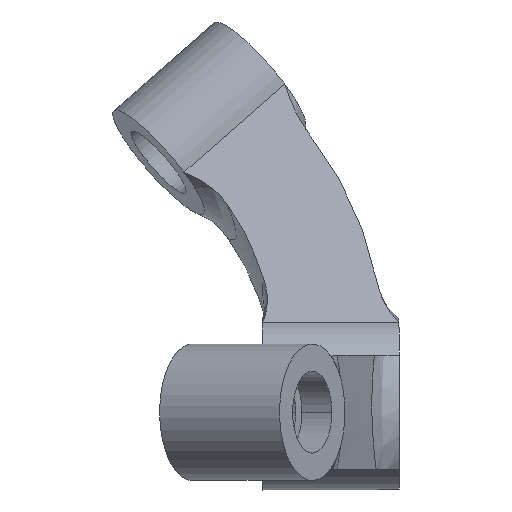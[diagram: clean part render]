
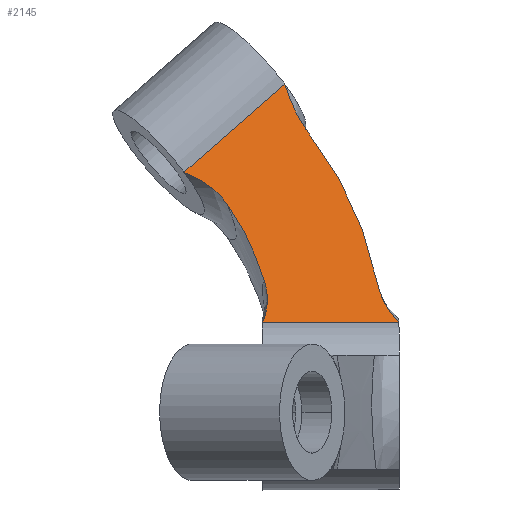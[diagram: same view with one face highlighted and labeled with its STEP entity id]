
A CAD part, front view. The second image highlights one B-rep face of the part: STEP entity #2145.
In plain terms, the highlighted planar face has unit normal (0, -0.956, 0.292).
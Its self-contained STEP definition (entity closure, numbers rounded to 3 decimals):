
#32 = VERTEX_POINT ( 'NONE', #1833 ) ;
#71 = CARTESIAN_POINT ( 'NONE',  ( -5.812, 12.526, 9.008 ) ) ;
#101 = VECTOR ( 'NONE', #1547, 1000. ) ;
#112 = CARTESIAN_POINT ( 'NONE',  ( 5.826, 12.179, 7.876 ) ) ;
#214 = ORIENTED_EDGE ( 'NONE', *, *, #1639, .T. ) ;
#246 = VERTEX_POINT ( 'NONE', #617 ) ;
#252 = CARTESIAN_POINT ( 'NONE',  ( -4.202, 18.584, 28.826 ) ) ;
#258 = CARTESIAN_POINT ( 'NONE',  ( 5.826, 12.179, 7.876 ) ) ;
#259 = CARTESIAN_POINT ( 'NONE',  ( -6.051, 12.258, 8.134 ) ) ;
#312 = CARTESIAN_POINT ( 'NONE',  ( 0.848, 15.947, 20.199 ) ) ;
#315 = CARTESIAN_POINT ( 'NONE',  ( 4.148, 12.997, 10.549 ) ) ;
#317 = CARTESIAN_POINT ( 'NONE',  ( -7.176, 19.104, 30.526 ) ) ;
#415 = CARTESIAN_POINT ( 'NONE',  ( -3.977, 18.379, 28.155 ) ) ;
#437 = CARTESIAN_POINT ( 'NONE',  ( -2.414, 17.411, 24.988 ) ) ;
#444 = EDGE_CURVE ( 'NONE', #1240, #777, #1523, .T. ) ;
#447 = CARTESIAN_POINT ( 'NONE',  ( -5.81, 13.077, 10.81 ) ) ;
#457 = CARTESIAN_POINT ( 'NONE',  ( 4.983, 12.474, 8.839 ) ) ;
#460 = B_SPLINE_CURVE_WITH_KNOTS ( 'NONE', 3,
 ( #2141, #1155, #312, #1847, #1658, #1835 ),
 .UNSPECIFIED., .F., .F.,
 ( 4, 2, 4 ),
 ( 0.203, 0.497, 0.751 ),
 .UNSPECIFIED. ) ;
#468 = ORIENTED_EDGE ( 'NONE', *, *, #1705, .T. ) ;
#473 = B_SPLINE_CURVE_WITH_KNOTS ( 'NONE', 3,
 ( #1772, #1280, #447, #1918, #1234, #1906, #71, #1424, #259, #1601 ),
 .UNSPECIFIED., .F., .F.,
 ( 4, 2, 2, 2, 4 ),
 ( 0., 0.001, 0.002, 0.003, 0.004 ),
 .UNSPECIFIED. ) ;
#484 = CARTESIAN_POINT ( 'NONE',  ( -5.963, 13.256, 11.397 ) ) ;
#494 = CARTESIAN_POINT ( 'NONE',  ( -6.944, 14.132, 14.261 ) ) ;
#498 = B_SPLINE_CURVE_WITH_KNOTS ( 'NONE', 3,
 ( #911, #577, #767, #1122, #2095, #590, #1932, #1436 ),
 .UNSPECIFIED., .F., .F.,
 ( 4, 2, 2, 4 ),
 ( 0., 0.002, 0.004, 0.005 ),
 .UNSPECIFIED. ) ;
#562 = EDGE_CURVE ( 'NONE', #777, #966, #1818, .T. ) ;
#575 = LINE ( 'NONE', #258, #101 ) ;
#577 = CARTESIAN_POINT ( 'NONE',  ( -12.32, 16.127, 20.789 ) ) ;
#590 = CARTESIAN_POINT ( 'NONE',  ( -9.747, 15.552, 18.907 ) ) ;
#617 = CARTESIAN_POINT ( 'NONE',  ( -6.174, 12.173, 7.854 ) ) ;
#623 = ORIENTED_EDGE ( 'NONE', *, *, #444, .T. ) ;
#648 = CARTESIAN_POINT ( 'NONE',  ( 3.985, 13.184, 11.162 ) ) ;
#767 = CARTESIAN_POINT ( 'NONE',  ( -11.603, 16.016, 20.426 ) ) ;
#777 = VERTEX_POINT ( 'NONE', #1727 ) ;
#789 = VECTOR ( 'NONE', #2155, 1000. ) ;
#808 = CARTESIAN_POINT ( 'NONE',  ( 4.058, 13.09, 10.853 ) ) ;
#816 = CARTESIAN_POINT ( 'NONE',  ( 4.376, 12.815, 9.956 ) ) ;
#817 = EDGE_CURVE ( 'NONE', #32, #246, #575, .T. ) ;
#854 = ORIENTED_EDGE ( 'NONE', *, *, #562, .T. ) ;
#911 = CARTESIAN_POINT ( 'NONE',  ( -13.072, 16.221, 21.096 ) ) ;
#938 = CARTESIAN_POINT ( 'NONE',  ( -2.84, 17.589, 25.569 ) ) ;
#966 = VERTEX_POINT ( 'NONE', #2114 ) ;
#972 = CARTESIAN_POINT ( 'NONE',  ( -13.072, 16.221, 21.096 ) ) ;
#974 = ORIENTED_EDGE ( 'NONE', *, *, #817, .F. ) ;
#987 = CARTESIAN_POINT ( 'NONE',  ( 3.985, 13.184, 11.162 ) ) ;
#1075 = CARTESIAN_POINT ( 'NONE',  ( -3.18, 17.778, 26.189 ) ) ;
#1122 = CARTESIAN_POINT ( 'NONE',  ( -10.626, 15.803, 19.728 ) ) ;
#1144 = CARTESIAN_POINT ( 'NONE',  ( -2.414, 17.411, 24.988 ) ) ;
#1155 = CARTESIAN_POINT ( 'NONE',  ( -0.505, 16.649, 22.496 ) ) ;
#1162 = ORIENTED_EDGE ( 'NONE', *, *, #1962, .F. ) ;
#1203 = CARTESIAN_POINT ( 'NONE',  ( -9.264, 15.359, 18.275 ) ) ;
#1234 = CARTESIAN_POINT ( 'NONE',  ( -5.73, 12.801, 9.909 ) ) ;
#1240 = VERTEX_POINT ( 'NONE', #1144 ) ;
#1280 = CARTESIAN_POINT ( 'NONE',  ( -5.872, 13.167, 11.106 ) ) ;
#1281 = VERTEX_POINT ( 'NONE', #987 ) ;
#1294 = EDGE_LOOP ( 'NONE', ( #974, #2117, #1162, #623, #854, #214, #468, #1448 ) ) ;
#1362 = PLANE ( 'NONE',  #1919 ) ;
#1424 = CARTESIAN_POINT ( 'NONE',  ( -5.953, 12.347, 8.423 ) ) ;
#1436 = CARTESIAN_POINT ( 'NONE',  ( -9.264, 15.359, 18.275 ) ) ;
#1448 = ORIENTED_EDGE ( 'NONE', *, *, #1613, .T. ) ;
#1451 = VERTEX_POINT ( 'NONE', #1203 ) ;
#1458 = CARTESIAN_POINT ( 'NONE',  ( 4.514, 12.727, 9.666 ) ) ;
#1466 = CARTESIAN_POINT ( 'NONE',  ( -7.717, 14.677, 16.044 ) ) ;
#1475 = CARTESIAN_POINT ( 'NONE',  ( -6.155, 13.44, 12. ) ) ;
#1523 = B_SPLINE_CURVE_WITH_KNOTS ( 'NONE', 3,
 ( #437, #938, #1075, #1944, #415, #252 ),
 .UNSPECIFIED., .F., .F.,
 ( 4, 2, 4 ),
 ( 0., 0.002, 0.004 ),
 .UNSPECIFIED. ) ;
#1539 = DIRECTION ( 'NONE',  ( 0., -0.292, -0.956 ) ) ;
#1547 = DIRECTION ( 'NONE',  ( -1., -0.001, -0.002 ) ) ;
#1601 = CARTESIAN_POINT ( 'NONE',  ( -6.174, 12.173, 7.854 ) ) ;
#1606 = B_SPLINE_CURVE_WITH_KNOTS ( 'NONE', 3,
 ( #2136, #1466, #494, #1475, #1817, #484 ),
 .UNSPECIFIED., .F., .F.,
 ( 4, 2, 4 ),
 ( 0.179, 0.497, 0.547 ),
 .UNSPECIFIED. ) ;
#1613 = EDGE_CURVE ( 'NONE', #2048, #246, #473, .T. ) ;
#1639 = EDGE_CURVE ( 'NONE', #966, #1451, #498, .T. ) ;
#1643 = CARTESIAN_POINT ( 'NONE',  ( 5.37, 12.32, 8.335 ) ) ;
#1658 = CARTESIAN_POINT ( 'NONE',  ( 3.472, 13.956, 13.688 ) ) ;
#1682 = B_SPLINE_CURVE_WITH_KNOTS ( 'NONE', 3,
 ( #112, #1643, #457, #1458, #816, #315, #808, #648 ),
 .UNSPECIFIED., .F., .F.,
 ( 4, 2, 2, 4 ),
 ( 0., 0.002, 0.003, 0.004 ),
 .UNSPECIFIED. ) ;
#1705 = EDGE_CURVE ( 'NONE', #1451, #2048, #1606, .T. ) ;
#1727 = CARTESIAN_POINT ( 'NONE',  ( -4.202, 18.584, 28.826 ) ) ;
#1772 = CARTESIAN_POINT ( 'NONE',  ( -5.963, 13.256, 11.397 ) ) ;
#1780 = EDGE_CURVE ( 'NONE', #32, #1281, #1682, .T. ) ;
#1817 = CARTESIAN_POINT ( 'NONE',  ( -6.055, 13.348, 11.699 ) ) ;
#1818 = LINE ( 'NONE', #972, #789 ) ;
#1830 = FACE_OUTER_BOUND ( 'NONE', #1294, .T. ) ;
#1833 = CARTESIAN_POINT ( 'NONE',  ( 5.826, 12.179, 7.876 ) ) ;
#1835 = CARTESIAN_POINT ( 'NONE',  ( 3.985, 13.184, 11.162 ) ) ;
#1847 = CARTESIAN_POINT ( 'NONE',  ( 2.735, 14.627, 15.883 ) ) ;
#1906 = CARTESIAN_POINT ( 'NONE',  ( -5.767, 12.616, 9.305 ) ) ;
#1918 = CARTESIAN_POINT ( 'NONE',  ( -5.739, 12.894, 10.213 ) ) ;
#1919 = AXIS2_PLACEMENT_3D ( 'NONE', #317, #2179, #1539 ) ;
#1932 = CARTESIAN_POINT ( 'NONE',  ( -9.49, 15.459, 18.604 ) ) ;
#1944 = CARTESIAN_POINT ( 'NONE',  ( -3.75, 18.173, 27.481 ) ) ;
#1962 = EDGE_CURVE ( 'NONE', #1240, #1281, #460, .T. ) ;
#2048 = VERTEX_POINT ( 'NONE', #2064 ) ;
#2064 = CARTESIAN_POINT ( 'NONE',  ( -5.963, 13.256, 11.397 ) ) ;
#2095 = CARTESIAN_POINT ( 'NONE',  ( -10.314, 15.724, 19.469 ) ) ;
#2114 = CARTESIAN_POINT ( 'NONE',  ( -13.072, 16.221, 21.096 ) ) ;
#2117 = ORIENTED_EDGE ( 'NONE', *, *, #1780, .T. ) ;
#2136 = CARTESIAN_POINT ( 'NONE',  ( -9.264, 15.359, 18.275 ) ) ;
#2141 = CARTESIAN_POINT ( 'NONE',  ( -2.414, 17.411, 24.988 ) ) ;
#2145 = ADVANCED_FACE ( 'NONE', ( #1830 ), #1362, .T. ) ;
#2155 = DIRECTION ( 'NONE',  ( -0.739, -0.197, -0.644 ) ) ;
#2179 = DIRECTION ( 'NONE',  ( 0., -0.956, 0.292 ) ) ;
